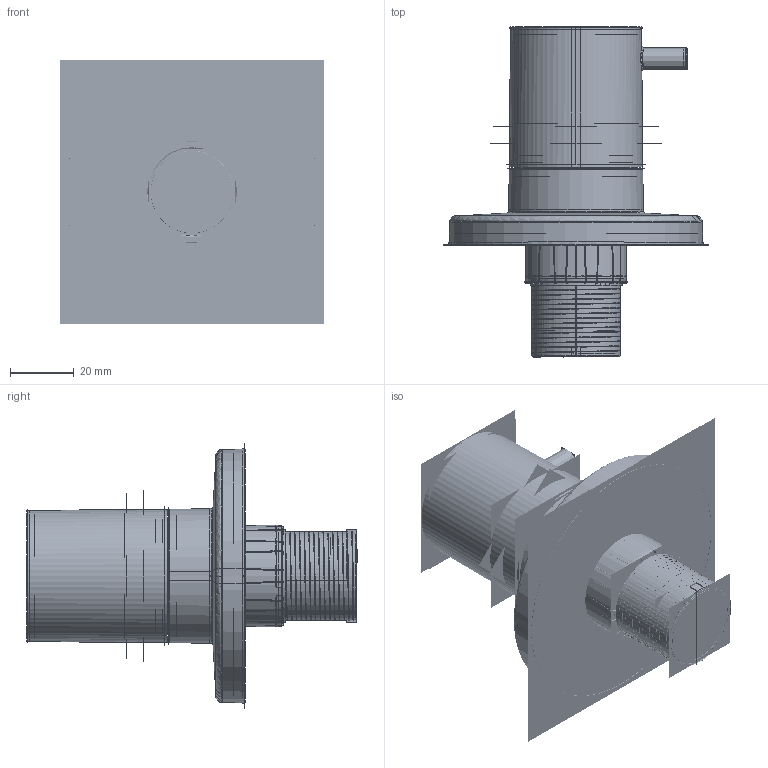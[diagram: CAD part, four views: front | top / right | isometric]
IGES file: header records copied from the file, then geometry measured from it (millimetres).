
Start section:  PTC IGES file: a41458_asm.igs
Global section: file name: a41458_asm.igs; native system: Creo Parametric by PTC Inc.; preprocessor: 2016260; author: zeynep.demirel; organization: Unknown; date: 20180207.131704; units: millimetre
Bounding box: 83.2 x 103.99 x 83.2 mm (x, y, z)
Surface area: 844631.9 mm2 (no closed solid volume)
Topology: 0 solids, 0 shells, 4571 faces, 57694 edges, 75134 vertices
Faces by surface type: bspline 2610, revolution 1961
